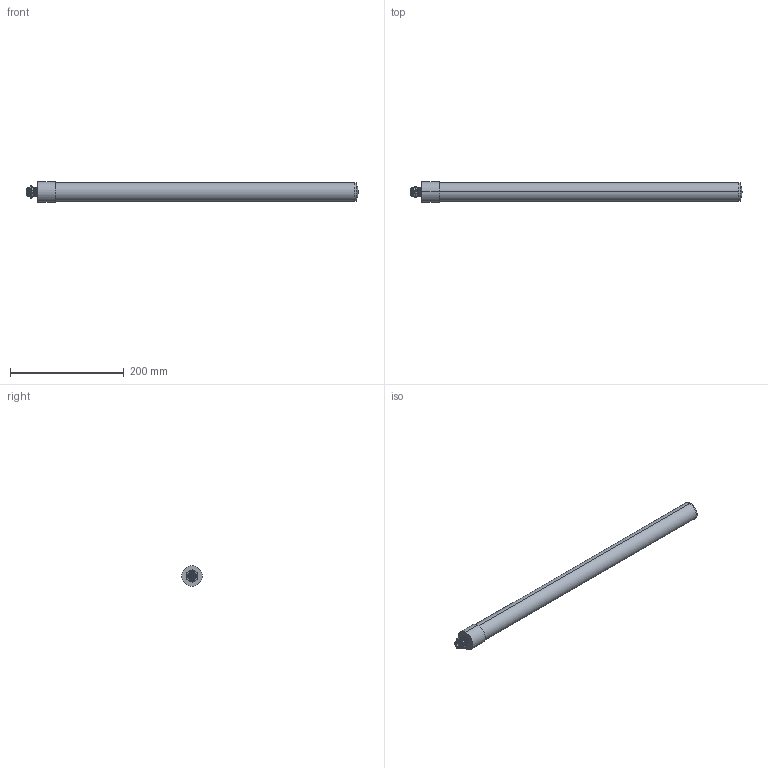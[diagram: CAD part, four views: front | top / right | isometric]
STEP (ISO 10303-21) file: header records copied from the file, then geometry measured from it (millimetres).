
FILE_DESCRIPTION (( 'STEP AP203' ), '1' );
FILE_NAME ('HGV-906U.STEP', '2010-10-25T13:30:40', ( 'x' ), ( 'Microsoft' ), 'SwSTEP 2.0', 'SolidWorks 2010', '' );
FILE_SCHEMA (( 'CONFIG_CONTROL_DESIGN' ));
Length unit declared in the file: inch
Products named in the file (7): XHGV-906U-MA2; 3AA02-017; HGV-906U; XHGV-906U; XHGV-906U-MA1; XHGV-906U-MA1_BODY; ANF-1406_CENTERPIN
Assembly tree (6 placements, depth 3):
  HGV-906U
    3AA02-017
    XHGV-906U-MA1
      XHGV-906U-MA1_BODY
      ANF-1406_CENTERPIN
    XHGV-906U
    XHGV-906U-MA2
Bounding box: 584.18 x 35.94 x 35.94 mm (x, y, z)
Volume: 465299.6 mm3; surface area: 62618.7 mm2
Topology: 5 solids, 5 shells, 180 faces, 405 edges, 236 vertices
Faces by surface type: cone 122, plane 34, cylinder 22, sphere 2
Entity records: 5859 total; most frequent: CARTESIAN_POINT 1115, DIRECTION 900, ORIENTED_EDGE 802, EDGE_CURVE 401, AXIS2_PLACEMENT_3D 373, VERTEX_POINT 236, EDGE_LOOP 191, CIRCLE 183
